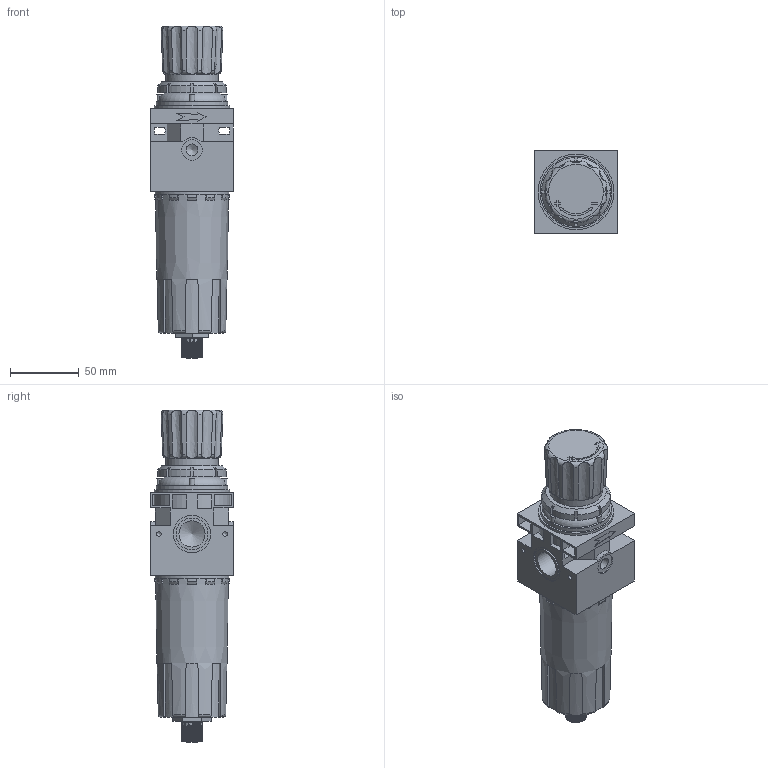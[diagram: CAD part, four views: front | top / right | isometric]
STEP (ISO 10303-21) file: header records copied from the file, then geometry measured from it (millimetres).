
FILE_DESCRIPTION(('STEP AP214'),'1');
FILE_NAME('lubrificatore 3-8 1-2 60x60.stp','2021-07-28T11:08:10',(' '),(' '),'Spatial InterOp 3D',' ',' ');
FILE_SCHEMA(('AUTOMOTIVE_DESIGN { 1 0 10303 214 1 1 1 1 }'));
Length unit declared in the file: metre
Products named in the file (4): 1601629025; 1601628974; 1601628282; 1601627868
Bounding box: 60 x 60 x 241 mm (x, y, z)
Volume: 484555.9 mm3; surface area: 72038.5 mm2
Topology: 4 solids, 4 shells, 648 faces, 1804 edges, 1189 vertices
Faces by surface type: cylinder 310, plane 271, cone 43, torus 12, bspline 12
Full cylindrical faces by diameter (mm): 3 x3, 3.3 x8, 8.7 x6, 9 x1, 15 x2, 15.3 x2, 19 x2, 23.2 x1, 27.2 x1, 38 x1, 52 x1, 54 x1, 55 x1
Entity records: 28689 total; most frequent: CARTESIAN_POINT 7262, ORIENTED_EDGE 3464, DIRECTION 3298, EDGE_CURVE 1732, AXIS2_PLACEMENT_3D 1261, VERTEX_POINT 1170, LINE 776, VECTOR 776
